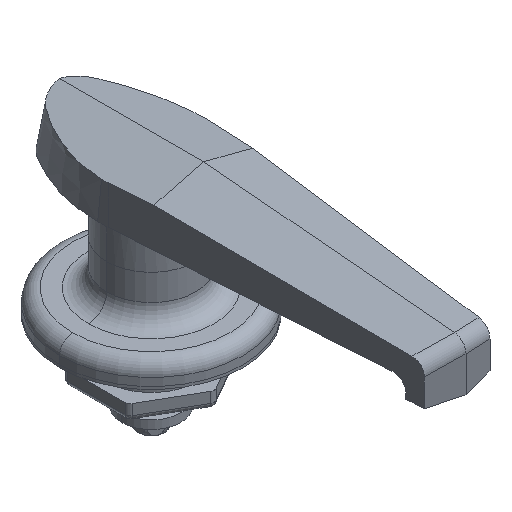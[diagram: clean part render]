
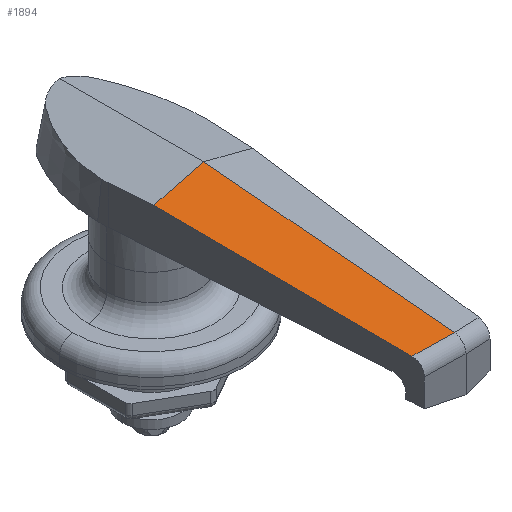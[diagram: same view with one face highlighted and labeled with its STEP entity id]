
A CAD part, isometric view. The second image highlights one B-rep face of the part: STEP entity #1894.
In plain terms, the highlighted planar face has unit normal (-0.259, -0.087, 0.962).
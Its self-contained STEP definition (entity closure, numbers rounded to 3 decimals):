
#473 = EDGE_LOOP ( 'NONE', ( #1101, #1102, #1100, #1103 ) ) ;
#1100 = ORIENTED_EDGE ( 'NONE', *, *, #1884, .F. ) ;
#1101 = ORIENTED_EDGE ( 'NONE', *, *, #1849, .F. ) ;
#1102 = ORIENTED_EDGE ( 'NONE', *, *, #1883, .T. ) ;
#1103 = ORIENTED_EDGE ( 'NONE', *, *, #1885, .T. ) ;
#1155 = VERTEX_POINT ( 'NONE', #3125 ) ;
#1156 = VERTEX_POINT ( 'NONE', #3126 ) ;
#1174 = VERTEX_POINT ( 'NONE', #3144 ) ;
#1175 = VERTEX_POINT ( 'NONE', #3145 ) ;
#1849 = EDGE_CURVE ( 'NONE', #1155, #1156, #6481, .T. ) ;
#1883 = EDGE_CURVE ( 'NONE', #1155, #1174, #6593, .T. ) ;
#1884 = EDGE_CURVE ( 'NONE', #1175, #1174, #6596, .T. ) ;
#1885 = EDGE_CURVE ( 'NONE', #1175, #1156, #6599, .T. ) ;
#1894 = ADVANCED_FACE ( 'NONE', ( #5516 ), #6628, .T. ) ;
#3125 = CARTESIAN_POINT ( 'NONE',  ( -12.791, -112.176, -11.737 ) ) ;
#3126 = CARTESIAN_POINT ( 'NONE',  ( -18.809, -19.774, -5.04 ) ) ;
#3144 = CARTESIAN_POINT ( 'NONE',  ( 0., -115.603, -8.604 ) ) ;
#3145 = CARTESIAN_POINT ( 'NONE',  ( 0., -20., 0. ) ) ;
#5474 = VECTOR ( 'NONE', #6483, 1000. ) ;
#5501 = VECTOR ( 'NONE', #6595, 1000. ) ;
#5503 = VECTOR ( 'NONE', #6598, 1000. ) ;
#5504 = VECTOR ( 'NONE', #6601, 1000. ) ;
#5516 = FACE_OUTER_BOUND ( 'NONE', #473, .T. ) ;
#5519 = AXIS2_PLACEMENT_3D ( 'NONE', #6629, #6630, #6631 ) ;
#6481 = LINE ( 'NONE', #6482, #5474 ) ;
#6482 = CARTESIAN_POINT ( 'NONE',  ( -19.681, -6.386, -4.07 ) ) ;
#6483 = DIRECTION ( 'NONE',  ( -0.065, 0.995, 0.072 ) ) ;
#6593 = LINE ( 'NONE', #6594, #5501 ) ;
#6594 = CARTESIAN_POINT ( 'NONE',  ( -41.518, -104.479, -18.773 ) ) ;
#6595 = DIRECTION ( 'NONE',  ( 0.94, -0.252, 0.23 ) ) ;
#6596 = LINE ( 'NONE', #6597, #5503 ) ;
#6597 = CARTESIAN_POINT ( 'NONE',  ( 0., -20., 0. ) ) ;
#6598 = DIRECTION ( 'NONE',  ( 0., -0.996, -0.09 ) ) ;
#6599 = LINE ( 'NONE', #6600, #5504 ) ;
#6600 = CARTESIAN_POINT ( 'NONE',  ( -21.967, -19.736, -5.886 ) ) ;
#6601 = DIRECTION ( 'NONE',  ( -0.966, 0.012, -0.259 ) ) ;
#6628 = PLANE ( 'NONE',  #5519 ) ;
#6629 = CARTESIAN_POINT ( 'NONE',  ( -21.967, -19.736, -5.886 ) ) ;
#6630 = DIRECTION ( 'NONE',  ( -0.259, -0.087, 0.962 ) ) ;
#6631 = DIRECTION ( 'NONE',  ( 0.966, 0., 0.26 ) ) ;
